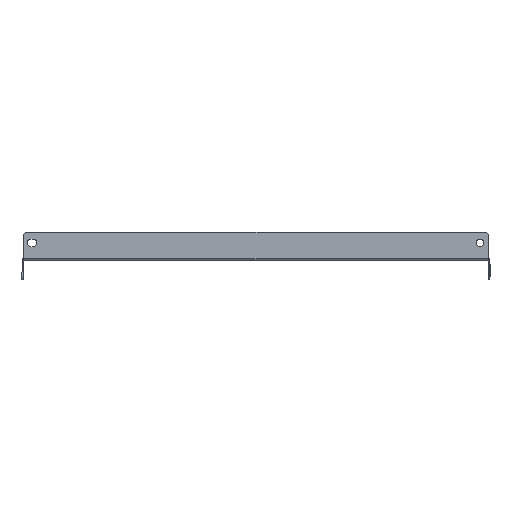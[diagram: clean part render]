
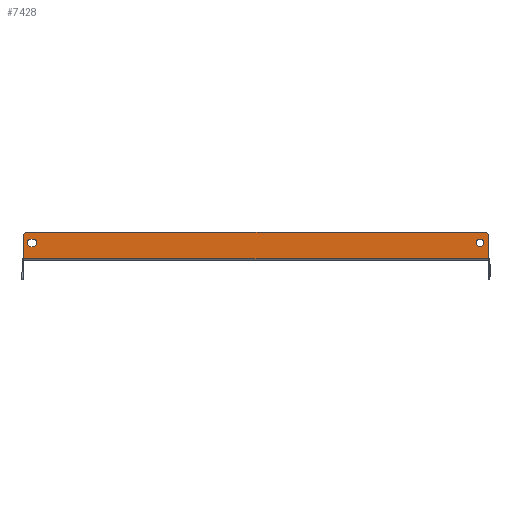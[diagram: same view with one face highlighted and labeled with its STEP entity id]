
A CAD part, left-side view. The second image highlights one B-rep face of the part: STEP entity #7428.
In plain terms, the highlighted planar face has unit normal (-1, 0, 0).
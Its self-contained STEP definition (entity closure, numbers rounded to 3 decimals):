
#3 = CARTESIAN_POINT ( 'NONE',  ( -249.5, 220.49, 1.51 ) ) ;
#4 = DIRECTION ( 'NONE',  ( 0., 1., 0. ) ) ;
#6 = CARTESIAN_POINT ( 'NONE',  ( -249.5, 211.49, 16.5 ) ) ;
#9 = CARTESIAN_POINT ( 'NONE',  ( -249.5, 217.49, 23.5 ) ) ;
#11 = CARTESIAN_POINT ( 'NONE',  ( -249.5, -212.49, 16.5 ) ) ;
#12 = DIRECTION ( 'NONE',  ( -1., 0., 0. ) ) ;
#13 = DIRECTION ( 'NONE',  ( 0., 0., -1. ) ) ;
#16 = CARTESIAN_POINT ( 'NONE',  ( -249.5, 220.49, 1.5 ) ) ;
#17 = DIRECTION ( 'NONE',  ( 0., 0., -1. ) ) ;
#18 = CARTESIAN_POINT ( 'NONE',  ( -249.5, 213.49, 20. ) ) ;
#19 = DIRECTION ( 'NONE',  ( 0., 1., 0. ) ) ;
#20 = CARTESIAN_POINT ( 'NONE',  ( -249.5, -217.49, 23.5 ) ) ;
#21 = DIRECTION ( 'NONE',  ( -1., 0., 0. ) ) ;
#22 = DIRECTION ( 'NONE',  ( 0., 0., 1. ) ) ;
#24 = DIRECTION ( 'NONE',  ( -1., 0., 0. ) ) ;
#25 = DIRECTION ( 'NONE',  ( 0., 0., 1. ) ) ;
#26 = CARTESIAN_POINT ( 'NONE',  ( -249.5, 213.49, 13. ) ) ;
#27 = DIRECTION ( 'NONE',  ( 0., -1., 0. ) ) ;
#28 = DIRECTION ( 'NONE',  ( -1., 0., 0. ) ) ;
#29 = DIRECTION ( 'NONE',  ( 0., 0., -1. ) ) ;
#716 = CARTESIAN_POINT ( 'NONE',  ( -249.5, -212.49, 16.5 ) ) ;
#725 = DIRECTION ( 'NONE',  ( -1., 0., 0. ) ) ;
#726 = DIRECTION ( 'NONE',  ( 0., 0., 1. ) ) ;
#1217 = ORIENTED_EDGE ( 'NONE', *, *, #8154, .F. ) ;
#1271 = ORIENTED_EDGE ( 'NONE', *, *, #8170, .F. ) ;
#1326 = ORIENTED_EDGE ( 'NONE', *, *, #8151, .T. ) ;
#1344 = ORIENTED_EDGE ( 'NONE', *, *, #8173, .T. ) ;
#1362 = ORIENTED_EDGE ( 'NONE', *, *, #8162, .F. ) ;
#1380 = ORIENTED_EDGE ( 'NONE', *, *, #8166, .T. ) ;
#1398 = ORIENTED_EDGE ( 'NONE', *, *, #8168, .T. ) ;
#1434 = ORIENTED_EDGE ( 'NONE', *, *, #3252, .T. ) ;
#1451 = ORIENTED_EDGE ( 'NONE', *, *, #8172, .F. ) ;
#1505 = ORIENTED_EDGE ( 'NONE', *, *, #8169, .F. ) ;
#1631 = ORIENTED_EDGE ( 'NONE', *, *, #8171, .F. ) ;
#1883 = ORIENTED_EDGE ( 'NONE', *, *, #8519, .F. ) ;
#2387 = CIRCLE ( 'NONE', #5110, 3.5 ) ;
#2521 = CIRCLE ( 'NONE', #5779, 3.5 ) ;
#2538 = LINE ( 'NONE', #3, #2679 ) ;
#2679 = VECTOR ( 'NONE', #4, 1000. ) ;
#2696 = CIRCLE ( 'NONE', #5784, 3.5 ) ;
#2729 = VECTOR ( 'NONE', #27, 1000. ) ;
#2730 = CIRCLE ( 'NONE', #5786, 3.5 ) ;
#2747 = CIRCLE ( 'NONE', #5781, 3. ) ;
#2781 = LINE ( 'NONE', #18, #2906 ) ;
#2852 = VECTOR ( 'NONE', #17, 1000. ) ;
#2906 = VECTOR ( 'NONE', #19, 1000. ) ;
#2922 = CIRCLE ( 'NONE', #5780, 3. ) ;
#2941 = VECTOR ( 'NONE', #5755, 1000. ) ;
#2993 = LINE ( 'NONE', #26, #2729 ) ;
#2994 = LINE ( 'NONE', #5754, #2941 ) ;
#3010 = LINE ( 'NONE', #16, #2852 ) ;
#3062 = VERTEX_POINT ( 'NONE', #3203 ) ;
#3104 = VERTEX_POINT ( 'NONE', #5957 ) ;
#3203 = CARTESIAN_POINT ( 'NONE',  ( -249.5, -212.49, 20. ) ) ;
#3252 = EDGE_CURVE ( 'NONE', #7833, #7835, #4411, .T. ) ;
#3609 = EDGE_LOOP ( 'NONE', ( #1326, #1344, #1434, #1380, #1398, #1362 ) ) ;
#3818 = EDGE_LOOP ( 'NONE', ( #1631, #1883 ) ) ;
#3822 = EDGE_LOOP ( 'NONE', ( #1451, #1217, #1505, #1271 ) ) ;
#4379 = FACE_BOUND ( 'NONE', #3822, .T. ) ;
#4411 = LINE ( 'NONE', #6111, #4567 ) ;
#4567 = VECTOR ( 'NONE', #6115, 1000. ) ;
#4657 = FACE_OUTER_BOUND ( 'NONE', #3609, .T. ) ;
#4721 = FACE_BOUND ( 'NONE', #3818, .T. ) ;
#5110 = AXIS2_PLACEMENT_3D ( 'NONE', #716, #725, #726 ) ;
#5114 = CARTESIAN_POINT ( 'NONE',  ( -249.5, 220.49, 1.51 ) ) ;
#5272 = CARTESIAN_POINT ( 'NONE',  ( -249.5, -217.49, 26.5 ) ) ;
#5274 = CARTESIAN_POINT ( 'NONE',  ( -249.5, 217.49, 26.5 ) ) ;
#5278 = CARTESIAN_POINT ( 'NONE',  ( -249.5, 213.49, 20. ) ) ;
#5283 = CARTESIAN_POINT ( 'NONE',  ( -249.5, 211.49, 20. ) ) ;
#5290 = CARTESIAN_POINT ( 'NONE',  ( -249.5, 213.49, 13. ) ) ;
#5293 = CARTESIAN_POINT ( 'NONE',  ( -249.5, 211.49, 13. ) ) ;
#5310 = CARTESIAN_POINT ( 'NONE',  ( -249.5, 220.49, 23.5 ) ) ;
#5322 = CARTESIAN_POINT ( 'NONE',  ( -249.5, -220.49, 23.5 ) ) ;
#5344 = CARTESIAN_POINT ( 'NONE',  ( -249.5, -220.49, 1.51 ) ) ;
#5752 = CARTESIAN_POINT ( 'NONE',  ( -249.5, 213.49, 16.5 ) ) ;
#5754 = CARTESIAN_POINT ( 'NONE',  ( -249.5, -220.49, 1.5 ) ) ;
#5755 = DIRECTION ( 'NONE',  ( 0., 0., 1. ) ) ;
#5760 = DIRECTION ( 'NONE',  ( -1., 0., 0. ) ) ;
#5761 = DIRECTION ( 'NONE',  ( 0., 0., 1. ) ) ;
#5779 = AXIS2_PLACEMENT_3D ( 'NONE', #6, #21, #22 ) ;
#5780 = AXIS2_PLACEMENT_3D ( 'NONE', #9, #12, #13 ) ;
#5781 = AXIS2_PLACEMENT_3D ( 'NONE', #20, #28, #29 ) ;
#5784 = AXIS2_PLACEMENT_3D ( 'NONE', #11, #24, #25 ) ;
#5786 = AXIS2_PLACEMENT_3D ( 'NONE', #5752, #5760, #5761 ) ;
#5957 = CARTESIAN_POINT ( 'NONE',  ( -249.5, -212.49, 13. ) ) ;
#6111 = CARTESIAN_POINT ( 'NONE',  ( -249.5, -220.49, 26.5 ) ) ;
#6115 = DIRECTION ( 'NONE',  ( 0., 1., 0. ) ) ;
#6445 = CARTESIAN_POINT ( 'NONE',  ( -249.5, -220.49, 1.5 ) ) ;
#6453 = PLANE ( 'NONE',  #7323 ) ;
#6454 = DIRECTION ( 'NONE',  ( 1., 0., 0. ) ) ;
#6455 = DIRECTION ( 'NONE',  ( 0., 0., -1. ) ) ;
#7323 = AXIS2_PLACEMENT_3D ( 'NONE', #6445, #6454, #6455 ) ;
#7428 = ADVANCED_FACE ( 'NONE', ( #4721, #4379, #4657 ), #6453, .F. ) ;
#7675 = VERTEX_POINT ( 'NONE', #5114 ) ;
#7833 = VERTEX_POINT ( 'NONE', #5272 ) ;
#7835 = VERTEX_POINT ( 'NONE', #5274 ) ;
#7839 = VERTEX_POINT ( 'NONE', #5278 ) ;
#7844 = VERTEX_POINT ( 'NONE', #5283 ) ;
#7851 = VERTEX_POINT ( 'NONE', #5290 ) ;
#7854 = VERTEX_POINT ( 'NONE', #5293 ) ;
#7871 = VERTEX_POINT ( 'NONE', #5310 ) ;
#7883 = VERTEX_POINT ( 'NONE', #5322 ) ;
#7905 = VERTEX_POINT ( 'NONE', #5344 ) ;
#8151 = EDGE_CURVE ( 'NONE', #7905, #7883, #2994, .T. ) ;
#8154 = EDGE_CURVE ( 'NONE', #7839, #7851, #2730, .T. ) ;
#8162 = EDGE_CURVE ( 'NONE', #7905, #7675, #2538, .T. ) ;
#8166 = EDGE_CURVE ( 'NONE', #7835, #7871, #2922, .T. ) ;
#8168 = EDGE_CURVE ( 'NONE', #7871, #7675, #3010, .T. ) ;
#8169 = EDGE_CURVE ( 'NONE', #7844, #7839, #2781, .T. ) ;
#8170 = EDGE_CURVE ( 'NONE', #7854, #7844, #2521, .T. ) ;
#8171 = EDGE_CURVE ( 'NONE', #3062, #3104, #2696, .T. ) ;
#8172 = EDGE_CURVE ( 'NONE', #7851, #7854, #2993, .T. ) ;
#8173 = EDGE_CURVE ( 'NONE', #7883, #7833, #2747, .T. ) ;
#8519 = EDGE_CURVE ( 'NONE', #3104, #3062, #2387, .T. ) ;
